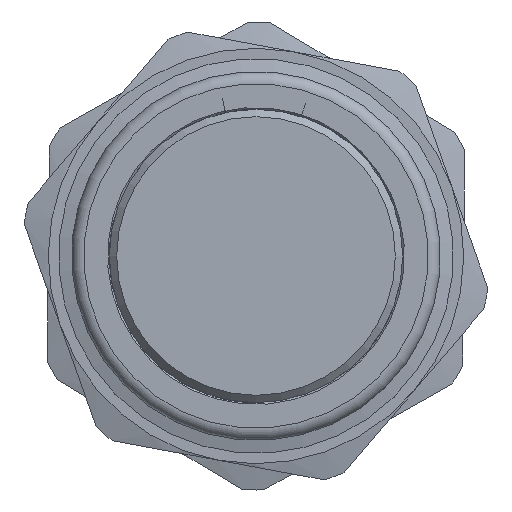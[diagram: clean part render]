
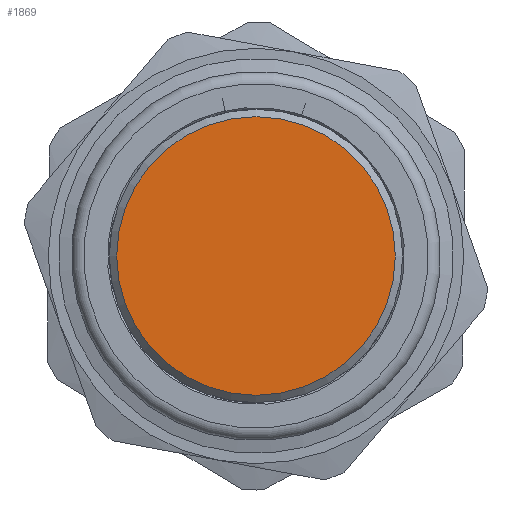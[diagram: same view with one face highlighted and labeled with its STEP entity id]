
A CAD part, left-side view. The second image highlights one B-rep face of the part: STEP entity #1869.
In plain terms, the highlighted planar face has unit normal (-1, 0, 0).
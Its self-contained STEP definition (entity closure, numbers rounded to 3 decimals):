
#1853=CARTESIAN_POINT('',(0.,5.35,0.0));
#1854=DIRECTION('',(-1.0,0.0,0.0));
#1855=DIRECTION('',(0.0,0.0,1.0));
#1856=AXIS2_PLACEMENT_3D('',#1853,#1854,#1855);
#1857=PLANE('',#1856);
#1858=CARTESIAN_POINT('',(0.,5.7,0.0));
#1859=VERTEX_POINT('',#1858);
#1860=CARTESIAN_POINT('',(0.0,0.0,0.0));
#1861=DIRECTION('',(1.0,0.0,0.0));
#1862=DIRECTION('',(0.0,1.0,0.0));
#1863=AXIS2_PLACEMENT_3D('',#1860,#1861,#1862);
#1864=CIRCLE('',#1863,5.7);
#1865=EDGE_CURVE('',#1859,#1859,#1864,.T.);
#1866=ORIENTED_EDGE('',*,*,#1865,.F.);
#1867=EDGE_LOOP('',(#1866));
#1868=FACE_OUTER_BOUND('',#1867,.T.);
#1869=ADVANCED_FACE('',(#1868),#1857,.T.);
